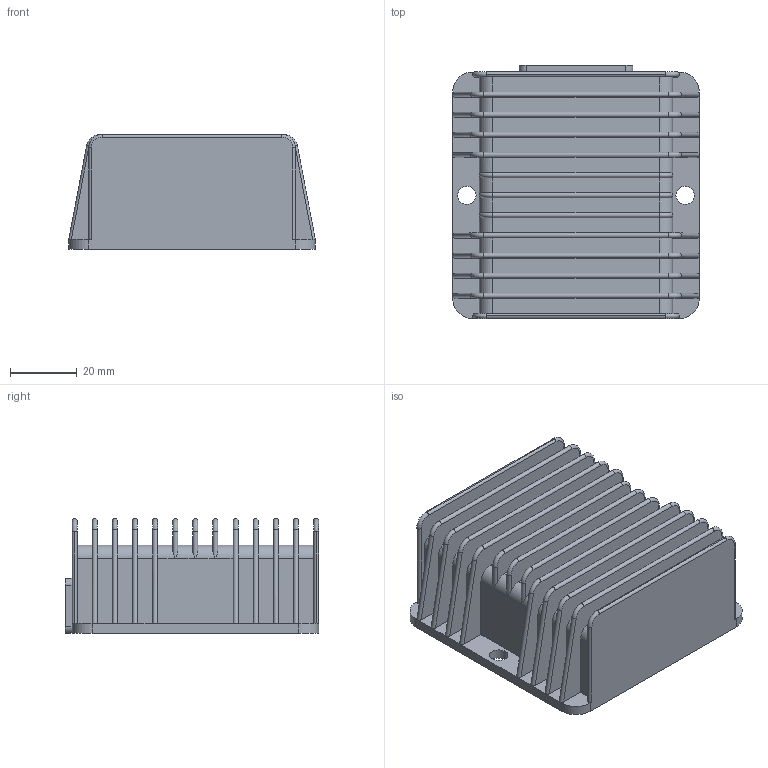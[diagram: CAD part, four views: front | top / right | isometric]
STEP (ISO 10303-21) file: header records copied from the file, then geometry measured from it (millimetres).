
FILE_DESCRIPTION(/* description */ (''),/* implementation_level */ '2;1');
FILE_NAME(/* name */ 'HOMELYLIFE 48V to 24V 10A Buck.step',/* time_stamp */ '2026-02-23T17:17:35-05:00',/* author */ (''),/* organization */ (''),/* preprocessor_version */ 'ST-DEVELOPER v20.1',/* originating_system */ 'Autodesk Translation Framework v14.24.0.0',/* authorisation */ '');
FILE_SCHEMA (('AUTOMOTIVE_DESIGN { 1 0 10303 214 3 1 1 }'));
Length unit declared in the file: millimetre
Products named in the file (1): 2026-01-24-00-58-43-560
Bounding box: 74 x 76 x 34.5 mm (x, y, z)
Volume: 130546 mm3; surface area: 34792.1 mm2
Topology: 1 solids, 1 shells, 186 faces, 530 edges, 346 vertices
Faces by surface type: plane 81, cylinder 79, torus 26
Full cylindrical faces by diameter (mm): 5.5 x2
Entity records: 6195 total; most frequent: CARTESIAN_POINT 1123, DIRECTION 1112, ORIENTED_EDGE 1060, EDGE_CURVE 530, AXIS2_PLACEMENT_3D 407, VERTEX_POINT 346, LINE 298, VECTOR 298
